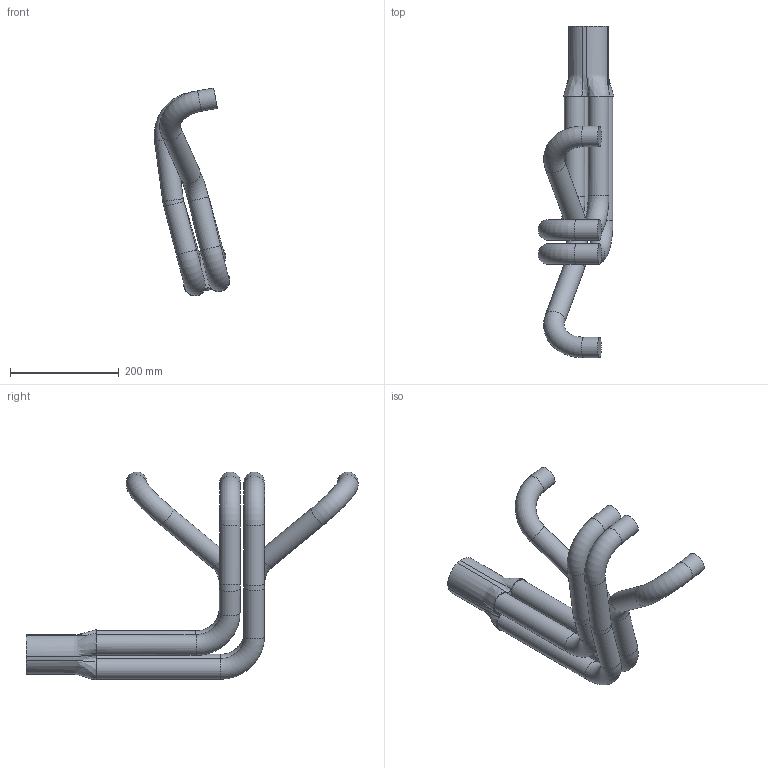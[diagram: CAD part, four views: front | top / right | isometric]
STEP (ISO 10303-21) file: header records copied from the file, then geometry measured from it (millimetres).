
FILE_DESCRIPTION(('Open CASCADE Model'),'2;1');
FILE_NAME('Open CASCADE Shape Model','2022-08-12T23:43:36',('Author'),( 'Open CASCADE'),'Open CASCADE STEP processor 7.5','Open CASCADE 7.5' ,'Unknown');
FILE_SCHEMA(('AUTOMOTIVE_DESIGN { 1 0 10303 214 1 1 1 1 }'));
Length unit declared in the file: metre
Products named in the file (1): Open CASCADE STEP translator 7.5 2
Bounding box: 139.55 x 611.86 x 383.26 mm (x, y, z)
Surface area: 359645.6 mm2 (no closed solid volume)
Topology: 0 solids, 1 shells, 42 faces, 105 edges, 64 vertices
Faces by surface type: cylinder 16, torus 12, bspline 8, plane 6
Full cylindrical faces by diameter (mm): 38.075 x16
Entity records: 6887 total; most frequent: CARTESIAN_POINT 5109, DIRECTION 253, ORIENTED_EDGE 200, PCURVE 200, DEFINITIONAL_REPRESENTATION 200, B_SPLINE_CURVE_WITH_KNOTS 134, LINE 115, VECTOR 115
